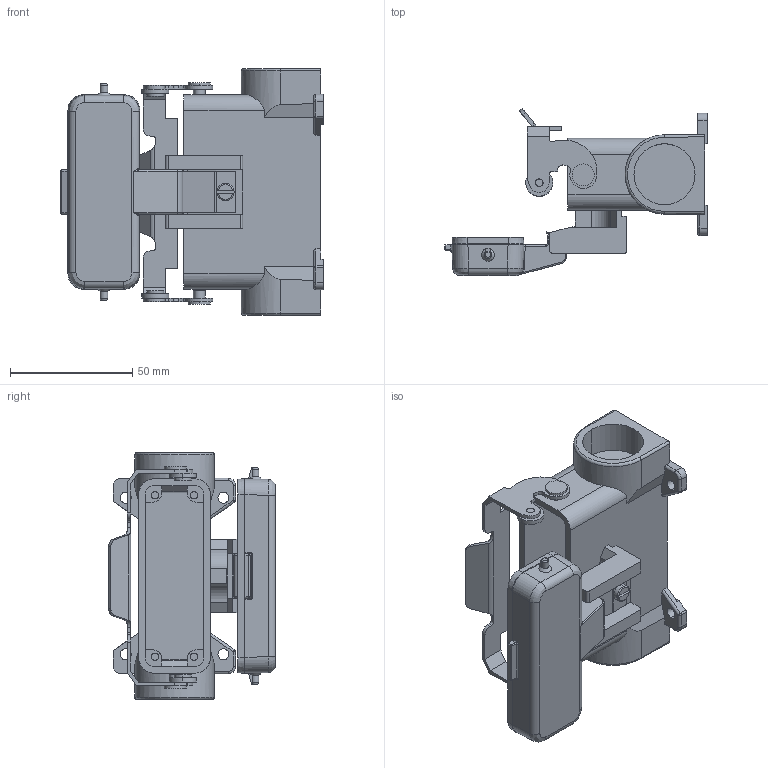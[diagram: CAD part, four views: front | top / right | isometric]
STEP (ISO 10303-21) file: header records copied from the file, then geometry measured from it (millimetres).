
FILE_DESCRIPTION(('Creo Elements/Direct Modeling STEP Export'),'2;1');
FILE_NAME('0ln7uvk4a5l93ps5308','2017-04-11T10:36:30',(''),(''),'PTC Creo Elements/Direct Modeling STEP processor for AP214 (Solid Model)','PTC Creo Elements/Direct Modeling 19.0E 27-Jun-2016 (C) Parametric Technology GmbH','');
FILE_SCHEMA(('AUTOMOTIVE_DESIGN { 1 0 10303 214 1 1 1 1 }'));
Length unit declared in the file: millimetre
Products named in the file (2): MZ7AP_25_LS25
Assembly tree (1 placements, depth 2):
  MZ7AP_25_LS25
    MZ7AP_25_LS25
Bounding box: 107.4 x 68.3 x 101 mm (x, y, z)
Volume: 78480 mm3; surface area: 53743.8 mm2
Topology: 1 solids, 7 shells, 489 faces, 1287 edges, 836 vertices
Faces by surface type: plane 229, cylinder 204, torus 28, bspline 10, cone 10, sphere 8
Entity records: 21008 total; most frequent: CARTESIAN_POINT 6693, ORIENTED_EDGE 2554, DIRECTION 2446, EDGE_CURVE 1277, AXIS2_PLACEMENT_3D 847, VERTEX_POINT 836, VECTOR 752, LINE 752
